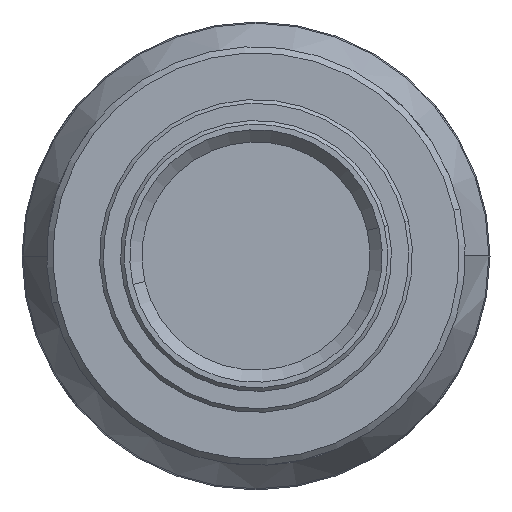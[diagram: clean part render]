
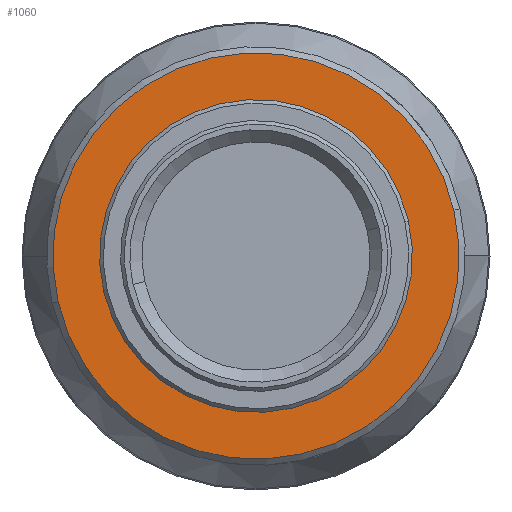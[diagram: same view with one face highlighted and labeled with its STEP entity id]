
A CAD part, left-side view. The second image highlights one B-rep face of the part: STEP entity #1060.
In plain terms, the highlighted planar face has unit normal (-1, 0, 0).
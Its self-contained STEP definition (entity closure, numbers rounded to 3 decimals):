
#20 = CARTESIAN_POINT ( 'NONE',  ( -62.694, -20.033, -12.503 ) ) ;
#46 = CARTESIAN_POINT ( 'NONE',  ( -62.694, 0., 0. ) ) ;
#114 = EDGE_LOOP ( 'NONE', ( #801, #1248 ) ) ;
#172 = PLANE ( 'NONE',  #1418 ) ;
#206 = DIRECTION ( 'NONE',  ( 0., -0.974, 0.225 ) ) ;
#295 = CARTESIAN_POINT ( 'NONE',  ( -62.694, 11.983, -2.773 ) ) ;
#330 = EDGE_CURVE ( 'NONE', #1678, #435, #684, .T. ) ;
#331 = AXIS2_PLACEMENT_3D ( 'NONE', #788, #1322, #206 ) ;
#334 = DIRECTION ( 'NONE',  ( 0., 0.974, -0.225 ) ) ;
#419 = VERTEX_POINT ( 'NONE', #295 ) ;
#435 = VERTEX_POINT ( 'NONE', #1396 ) ;
#439 = CARTESIAN_POINT ( 'NONE',  ( -62.694, 16.075, -3.72 ) ) ;
#495 = AXIS2_PLACEMENT_3D ( 'NONE', #46, #1712, #334 ) ;
#502 = CARTESIAN_POINT ( 'NONE',  ( -62.694, 0., 0. ) ) ;
#637 = DIRECTION ( 'NONE',  ( 0., -0.974, 0.225 ) ) ;
#642 = EDGE_CURVE ( 'NONE', #419, #977, #1721, .T. ) ;
#677 = DIRECTION ( 'NONE',  ( -1., 0., 0. ) ) ;
#684 = CIRCLE ( 'NONE', #749, 16.5 ) ;
#747 = CIRCLE ( 'NONE', #495, 16.5 ) ;
#749 = AXIS2_PLACEMENT_3D ( 'NONE', #1502, #677, #817 ) ;
#788 = CARTESIAN_POINT ( 'NONE',  ( -62.694, 0., 0. ) ) ;
#801 = ORIENTED_EDGE ( 'NONE', *, *, #832, .F. ) ;
#804 = CIRCLE ( 'NONE', #331, 12.3 ) ;
#817 = DIRECTION ( 'NONE',  ( 0., 0.974, -0.225 ) ) ;
#832 = EDGE_CURVE ( 'NONE', #977, #419, #804, .T. ) ;
#842 = FACE_OUTER_BOUND ( 'NONE', #1445, .T. ) ;
#892 = AXIS2_PLACEMENT_3D ( 'NONE', #502, #1461, #637 ) ;
#895 = ORIENTED_EDGE ( 'NONE', *, *, #330, .T. ) ;
#977 = VERTEX_POINT ( 'NONE', #1414 ) ;
#1060 = ADVANCED_FACE ( 'NONE', ( #1805, #842 ), #172, .F. ) ;
#1143 = DIRECTION ( 'NONE',  ( 1., 0., 0. ) ) ;
#1242 = ORIENTED_EDGE ( 'NONE', *, *, #1690, .T. ) ;
#1248 = ORIENTED_EDGE ( 'NONE', *, *, #642, .F. ) ;
#1286 = DIRECTION ( 'NONE',  ( 0., 0.974, -0.225 ) ) ;
#1322 = DIRECTION ( 'NONE',  ( -1., 0., 0. ) ) ;
#1396 = CARTESIAN_POINT ( 'NONE',  ( -62.694, -16.075, 3.72 ) ) ;
#1414 = CARTESIAN_POINT ( 'NONE',  ( -62.694, -11.983, 2.773 ) ) ;
#1418 = AXIS2_PLACEMENT_3D ( 'NONE', #20, #1143, #1286 ) ;
#1445 = EDGE_LOOP ( 'NONE', ( #895, #1242 ) ) ;
#1461 = DIRECTION ( 'NONE',  ( -1., 0., 0. ) ) ;
#1502 = CARTESIAN_POINT ( 'NONE',  ( -62.694, 0., 0. ) ) ;
#1678 = VERTEX_POINT ( 'NONE', #439 ) ;
#1690 = EDGE_CURVE ( 'NONE', #435, #1678, #747, .T. ) ;
#1712 = DIRECTION ( 'NONE',  ( -1., 0., 0. ) ) ;
#1721 = CIRCLE ( 'NONE', #892, 12.3 ) ;
#1805 = FACE_BOUND ( 'NONE', #114, .T. ) ;
